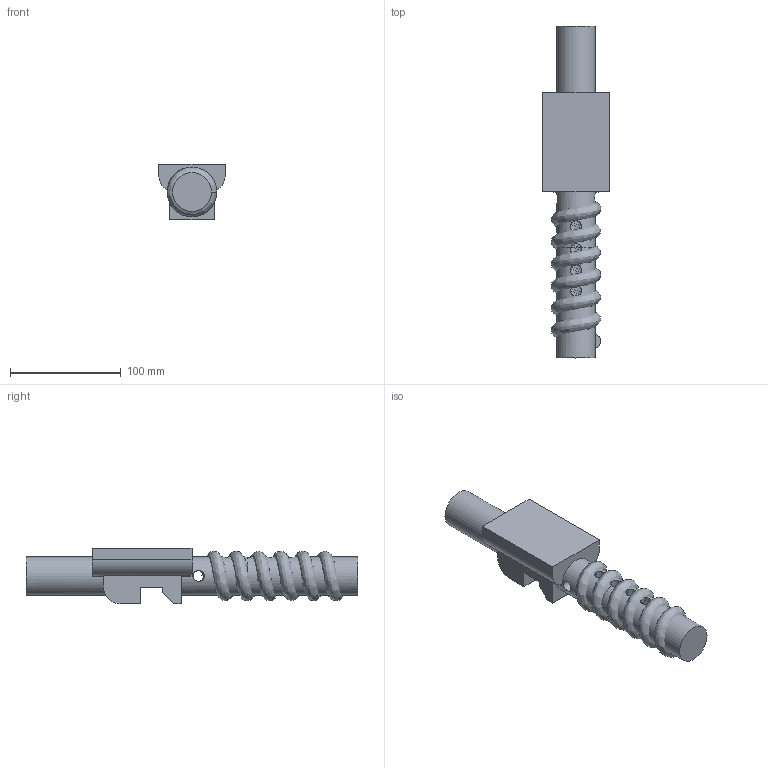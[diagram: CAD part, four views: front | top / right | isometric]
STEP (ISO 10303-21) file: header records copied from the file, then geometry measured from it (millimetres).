
FILE_DESCRIPTION(/* description */ (''),/* implementation_level */ '2;1');
FILE_NAME(/* name */ 'save.stp',/* time_stamp */ '2015-11-07T19:01:27-08:00',/* author */ (''),/* organization */ (''),/* preprocessor_version */ 'ST-DEVELOPER v16.1',/* originating_system */ 'Autodesk Translation Framework v4.1.0.1560',/* authorisation */ '');
FILE_SCHEMA (('AUTOMOTIVE_DESIGN { 1 0 10303 214 3 1 1 }'));
Length unit declared in the file: centimetre
Products named in the file (3): Component1; Component2; handle real v14 v2
Assembly tree (2 placements, depth 2):
  handle real v14 v2
    Component1
    Component2
Bounding box: 60 x 300 x 50 mm (x, y, z)
Volume: 428705.7 mm3; surface area: 80333.5 mm2
Topology: 3 solids, 3 shells, 62 faces, 159 edges, 108 vertices
Faces by surface type: plane 35, cylinder 25, bspline 1, cone 1
Full cylindrical faces by diameter (mm): 10 x5, 10.27 x1, 20 x2, 35 x3
Entity records: 4234 total; most frequent: CARTESIAN_POINT 2817, ORIENTED_EDGE 268, DIRECTION 260, EDGE_CURVE 134, AXIS2_PLACEMENT_3D 102, VERTEX_POINT 97, EDGE_LOOP 91, FACE_OUTER_BOUND 62
